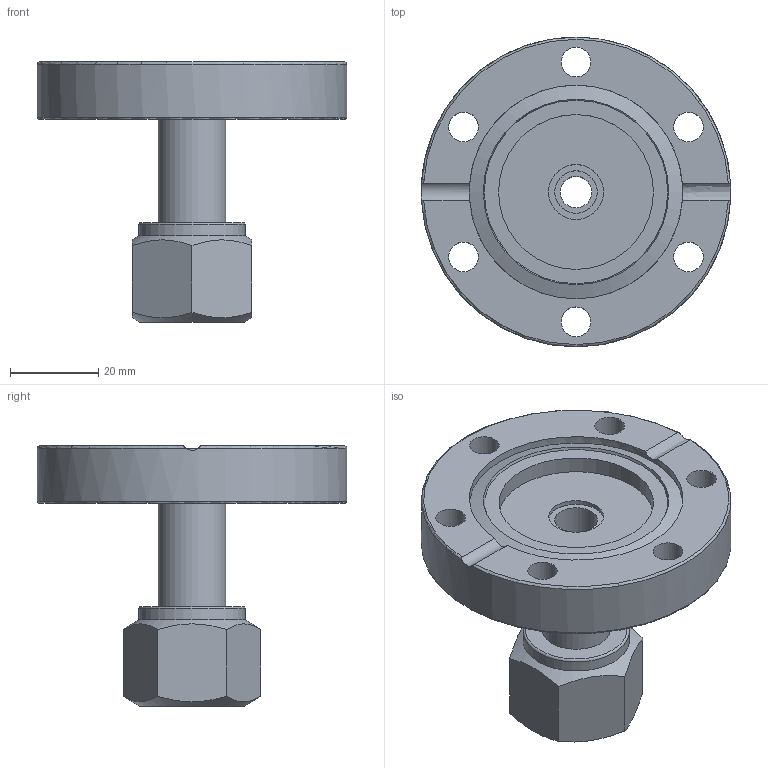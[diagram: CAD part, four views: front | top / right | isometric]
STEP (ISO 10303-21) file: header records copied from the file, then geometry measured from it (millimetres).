
FILE_DESCRIPTION((''),'2;1');
FILE_NAME('F35VCR9F-304.stp','2009-04-15T14:55:59',('hasers'),(''),'Autodesk Inventor 2008','Autodesk Inventor 2008','');
FILE_SCHEMA(('AUTOMOTIVE_DESIGN { 1 0 10303 214 1 1 1 1 }'));
Length unit declared in the file: millimetre
Products named in the file (4): F35VCR9F-304; CF-07 [Keywords [Summary]=1.4301][Company [Summary]=Vacom][Title [Summary]=F35]_9; VCR-38INCH-TU15MM; VCR-12INCH-F-MUTTER
Assembly tree (3 placements, depth 2):
  F35VCR9F-304
    CF-07 [Keywords [Summary]=1.4301][Company [Summary]=Vacom][Title [Summary]=F35]_9
    VCR-38INCH-TU15MM
    VCR-12INCH-F-MUTTER
Bounding box: 70 x 70 x 58.8 mm (x, y, z)
Volume: 51723.9 mm3; surface area: 19975.2 mm2
Topology: 3 solids, 3 shells, 56 faces, 137 edges, 94 vertices
Faces by surface type: plane 20, cylinder 14, bspline 10, cone 7, torus 5
Full cylindrical faces by diameter (mm): 7.1 x1, 9.6 x1, 15.2 x1, 15.5 x1, 18.7 x1, 20.3 x2, 20.4 x1, 22 x1, 24 x1, 35 x1, 48.3 x1, 70 x1
Entity records: 1778 total; most frequent: CARTESIAN_POINT 559, DIRECTION 224, ORIENTED_EDGE 192, EDGE_LOOP 112, AXIS2_PLACEMENT_3D 107, EDGE_CURVE 96, VERTEX_POINT 84, FACE_OUTER_BOUND 56
